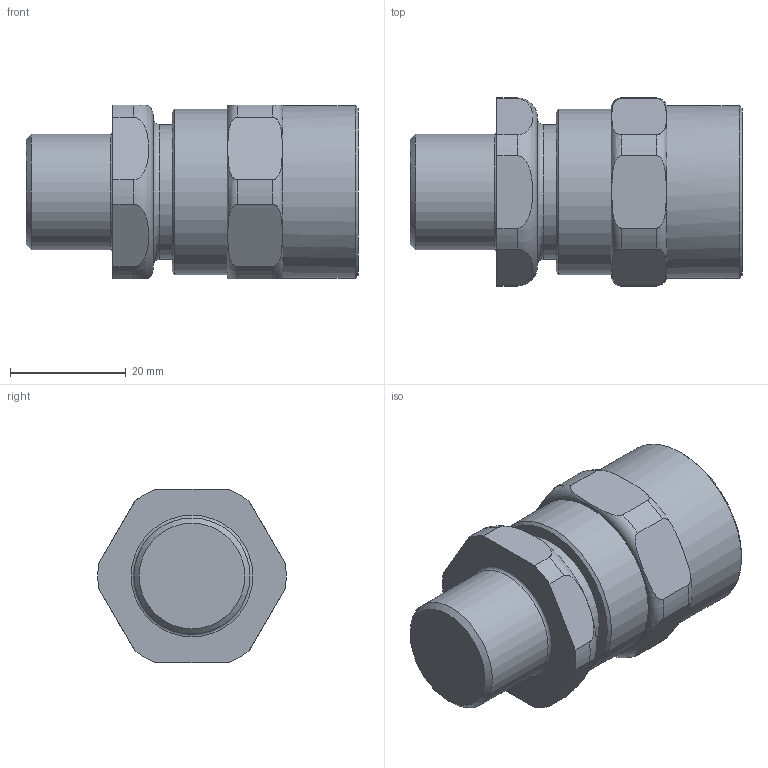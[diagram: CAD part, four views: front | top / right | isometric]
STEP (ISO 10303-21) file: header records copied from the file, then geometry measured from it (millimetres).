
FILE_DESCRIPTION(/* description */ (''),/* implementation_level */ '2;1');
FILE_NAME(/* name */ '150 RAC X A.stp',/* time_stamp */ '2019-08-06T11:07:27+06:00',/* author */ ('vinaykumark'),/* organization */ (''),/* preprocessor_version */ 'ST-DEVELOPER v16.13',/* originating_system */ 'Autodesk Inventor 2018',/* authorisation */ '');
FILE_SCHEMA (('AUTOMOTIVE_DESIGN { 1 0 10303 214 3 1 1 }'));
Length unit declared in the file: millimetre
Products named in the file (1): 150 RAC A
Bounding box: 57.3 x 32.47 x 30 mm (x, y, z)
Volume: 46128.8 mm3; surface area: 12803.2 mm2
Topology: 6 solids, 6 shells, 126 faces, 268 edges, 155 vertices
Faces by surface type: torus 40, cylinder 34, plane 25, cone 23, sphere 4
Full cylindrical faces by diameter (mm): 0.6 x12, 14.3 x1, 20 x1, 20.75 x1, 23 x3, 23.3 x1, 25.4 x1, 28.55 x1, 29.86 x1
Entity records: 3231 total; most frequent: CARTESIAN_POINT 795, DIRECTION 520, ORIENTED_EDGE 332, AXIS2_PLACEMENT_3D 245, EDGE_LOOP 216, EDGE_CURVE 166, VERTEX_POINT 142, FACE_OUTER_BOUND 126
